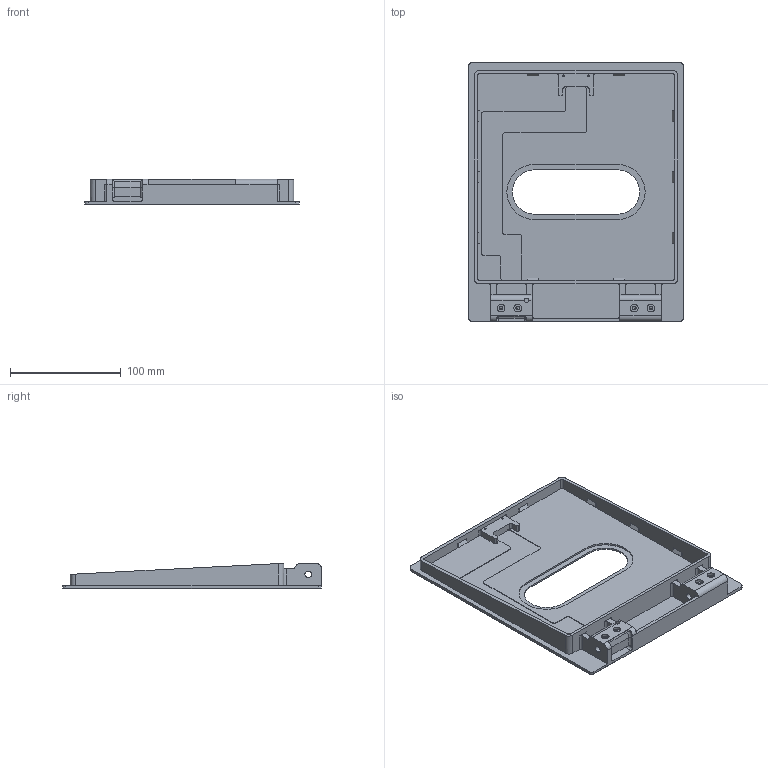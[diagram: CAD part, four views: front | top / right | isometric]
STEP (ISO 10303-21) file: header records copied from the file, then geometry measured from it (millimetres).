
FILE_DESCRIPTION (( 'STEP AP214' ), '1' );
FILE_NAME ('nap day.STEP', '2018-07-09T07:21:07', ( '' ), ( '' ), 'SwSTEP 2.0', 'SolidWorks 2018', '' );
FILE_SCHEMA (( 'AUTOMOTIVE_DESIGN' ));
Length unit declared in the file: millimetre
Products named in the file (1): nap day
Bounding box: 194 x 234 x 23 mm (x, y, z)
Volume: 189627.2 mm3; surface area: 118505.2 mm2
Topology: 1 solids, 1 shells, 250 faces, 679 edges, 436 vertices
Faces by surface type: plane 121, cylinder 116, cone 8, bspline 5
Entity records: 8828 total; most frequent: CARTESIAN_POINT 2407, ORIENTED_EDGE 1350, DIRECTION 1317, EDGE_CURVE 675, AXIS2_PLACEMENT_3D 446, VERTEX_POINT 436, VECTOR 425, LINE 425
